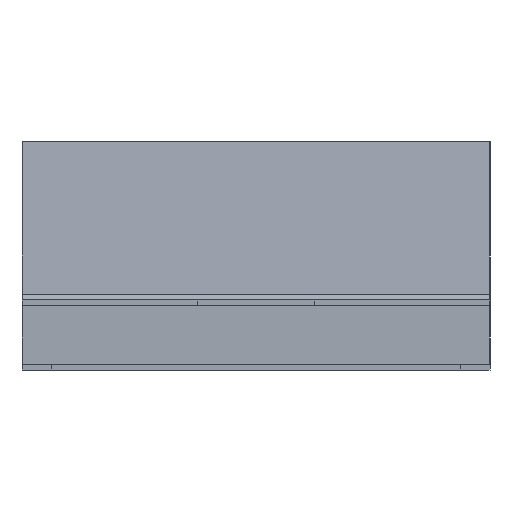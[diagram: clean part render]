
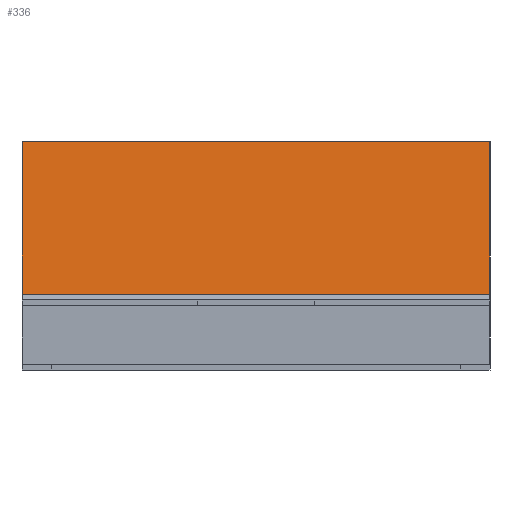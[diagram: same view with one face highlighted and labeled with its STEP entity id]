
A CAD part, left-side view. The second image highlights one B-rep face of the part: STEP entity #336.
In plain terms, the highlighted face is planar.
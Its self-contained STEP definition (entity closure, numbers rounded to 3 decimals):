
#336=ADVANCED_FACE('',(#1336),#1338,.F.);
#1336=FACE_BOUND('',#1337,.T.);
#1337=EDGE_LOOP('',(#2402,#2403,#2404,#2405));
#1338=PLANE('',#1339);
#1339=AXIS2_PLACEMENT_3D('',#1340,#1341,#1342);
#1340=CARTESIAN_POINT('',(-0.498,0.02,-0.4));
#1341=DIRECTION('',(0.996,-0.087,0.));
#1342=DIRECTION('',(0.087,0.996,0.));
#2402=ORIENTED_EDGE('',*,*,#2844,.F.);
#2403=ORIENTED_EDGE('',*,*,#2840,.F.);
#2404=ORIENTED_EDGE('',*,*,#2836,.T.);
#2405=ORIENTED_EDGE('',*,*,#2834,.T.);
#2834=EDGE_CURVE('',#3084,#3082,#3085,.T.);
#2836=EDGE_CURVE('',#3087,#3084,#3088,.T.);
#2840=EDGE_CURVE('',#3087,#3094,#3095,.T.);
#2844=EDGE_CURVE('',#3094,#3082,#3099,.T.);
#3082=VERTEX_POINT('',#3505);
#3084=VERTEX_POINT('',#3510);
#3085=LINE('',#3511,#3512);
#3087=VERTEX_POINT('',#3517);
#3088=LINE('',#3518,#3519);
#3094=VERTEX_POINT('',#3533);
#3095=LINE('',#3534,#3535);
#3099=LINE('',#3547,#3548);
#3505=CARTESIAN_POINT('',(-0.498,0.02,-0.4));
#3510=CARTESIAN_POINT('',(-0.476,0.28,-0.4));
#3511=CARTESIAN_POINT('',(-0.476,0.28,-0.4));
#3512=VECTOR('',#3513,1.);
#3513=DIRECTION('',(-0.087,-0.996,0.));
#3517=CARTESIAN_POINT('',(-0.476,0.28,0.4));
#3518=CARTESIAN_POINT('',(-0.476,0.28,0.4));
#3519=VECTOR('',#3520,1.);
#3520=DIRECTION('',(0.,0.,-1.));
#3533=CARTESIAN_POINT('',(-0.498,0.02,0.4));
#3534=CARTESIAN_POINT('',(-0.476,0.28,0.4));
#3535=VECTOR('',#3536,1.);
#3536=DIRECTION('',(-0.087,-0.996,0.));
#3547=CARTESIAN_POINT('',(-0.498,0.02,0.4));
#3548=VECTOR('',#3549,1.);
#3549=DIRECTION('',(0.,0.,-1.));
